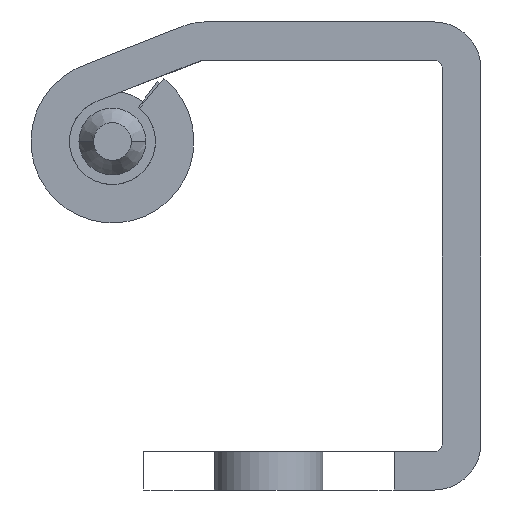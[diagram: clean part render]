
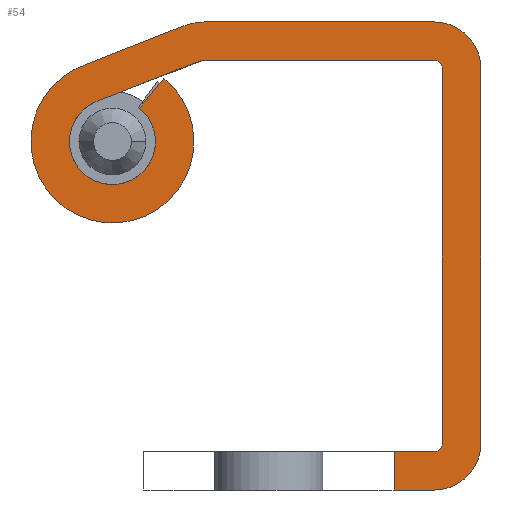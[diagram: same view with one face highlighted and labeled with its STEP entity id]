
A CAD part, front view. The second image highlights one B-rep face of the part: STEP entity #54.
In plain terms, the highlighted planar face has unit normal (0, -1, 0).
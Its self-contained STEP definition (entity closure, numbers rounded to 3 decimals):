
#54=ADVANCED_FACE('',(#132),#1338,.T.);
#132=FACE_OUTER_BOUND('',#211,.T.);
#211=EDGE_LOOP('',(#374,#375,#376,#377,#378,#379,#380,#381,#382,#383,#384,
#385,#386,#387,#388,#389,#390,#391,#392));
#374=ORIENTED_EDGE('',*,*,#712,.F.);
#375=ORIENTED_EDGE('',*,*,#709,.F.);
#376=ORIENTED_EDGE('',*,*,#706,.F.);
#377=ORIENTED_EDGE('',*,*,#702,.F.);
#378=ORIENTED_EDGE('',*,*,#755,.F.);
#379=ORIENTED_EDGE('',*,*,#752,.F.);
#380=ORIENTED_EDGE('',*,*,#749,.F.);
#381=ORIENTED_EDGE('',*,*,#746,.F.);
#382=ORIENTED_EDGE('',*,*,#743,.F.);
#383=ORIENTED_EDGE('',*,*,#740,.F.);
#384=ORIENTED_EDGE('',*,*,#737,.F.);
#385=ORIENTED_EDGE('',*,*,#734,.F.);
#386=ORIENTED_EDGE('',*,*,#731,.F.);
#387=ORIENTED_EDGE('',*,*,#728,.F.);
#388=ORIENTED_EDGE('',*,*,#725,.F.);
#389=ORIENTED_EDGE('',*,*,#722,.F.);
#390=ORIENTED_EDGE('',*,*,#719,.F.);
#391=ORIENTED_EDGE('',*,*,#812,.F.);
#392=ORIENTED_EDGE('',*,*,#810,.F.);
#702=EDGE_CURVE('',#1191,#1192,#1048,.T.);
#706=EDGE_CURVE('',#1192,#1195,#939,.T.);
#709=EDGE_CURVE('',#1195,#1197,#1050,.T.);
#712=EDGE_CURVE('',#1197,#1263,#942,.T.);
#719=EDGE_CURVE('',#1203,#1205,#1052,.T.);
#722=EDGE_CURVE('',#1205,#1207,#949,.T.);
#725=EDGE_CURVE('',#1207,#1209,#1054,.T.);
#728=EDGE_CURVE('',#1209,#1211,#952,.T.);
#731=EDGE_CURVE('',#1211,#1213,#1056,.T.);
#734=EDGE_CURVE('',#1213,#1215,#955,.T.);
#737=EDGE_CURVE('',#1215,#1217,#958,.T.);
#740=EDGE_CURVE('',#1217,#1219,#1058,.T.);
#743=EDGE_CURVE('',#1219,#1221,#961,.T.);
#746=EDGE_CURVE('',#1221,#1223,#1060,.T.);
#749=EDGE_CURVE('',#1223,#1225,#964,.T.);
#752=EDGE_CURVE('',#1225,#1227,#1062,.T.);
#755=EDGE_CURVE('',#1227,#1191,#967,.T.);
#810=EDGE_CURVE('',#1263,#1265,#916,.T.);
#812=EDGE_CURVE('',#1265,#1203,#1003,.T.);
#916=(
BOUNDED_CURVE()
B_SPLINE_CURVE(1,(#2329,#2330),.UNSPECIFIED.,.F.,.F.)
B_SPLINE_CURVE_WITH_KNOTS((2,2),(2.839,5.139),
 .UNSPECIFIED.)
CURVE()
GEOMETRIC_REPRESENTATION_ITEM()
RATIONAL_B_SPLINE_CURVE((1.,1.))
REPRESENTATION_ITEM('')
);
#939=B_SPLINE_CURVE_WITH_KNOTS('',1,(#2093,#2094),.UNSPECIFIED.,.F.,.F.,
(2,2),(12.813,35.213),.UNSPECIFIED.);
#942=B_SPLINE_CURVE_WITH_KNOTS('',1,(#2107,#2108),.UNSPECIFIED.,.F.,.F.,
(2,2),(35.998,38.398),.UNSPECIFIED.);
#949=B_SPLINE_CURVE_WITH_KNOTS('',1,(#2129,#2130),.UNSPECIFIED.,.F.,.F.,
(2,2),(75.982,100.966),.UNSPECIFIED.);
#952=B_SPLINE_CURVE_WITH_KNOTS('',1,(#2143,#2144),.UNSPECIFIED.,.F.,.F.,
(2,2),(101.842,117.186),.UNSPECIFIED.);
#955=B_SPLINE_CURVE_WITH_KNOTS('',1,(#2157,#2158),.UNSPECIFIED.,.F.,.F.,
(2,2),(118.568,125.55),.UNSPECIFIED.);
#958=B_SPLINE_CURVE_WITH_KNOTS('',1,(#2163,#2164),.UNSPECIFIED.,.F.,.F.,
(2,2),(125.55,125.714),.UNSPECIFIED.);
#961=B_SPLINE_CURVE_WITH_KNOTS('',1,(#2177,#2178),.UNSPECIFIED.,.F.,.F.,
(2,2),(139.263,141.563),.UNSPECIFIED.);
#964=B_SPLINE_CURVE_WITH_KNOTS('',1,(#2191,#2192),.UNSPECIFIED.,.F.,.F.,
(2,2),(167.293,173.553),.UNSPECIFIED.);
#967=B_SPLINE_CURVE_WITH_KNOTS('',1,(#2205,#2206),.UNSPECIFIED.,.F.,.F.,
(2,2),(174.792,188.549),.UNSPECIFIED.);
#1003=B_SPLINE_CURVE_WITH_KNOTS('',1,(#2333,#2334),.UNSPECIFIED.,.F.,.F.,
(2,2),(72.429,75.106),.UNSPECIFIED.);
#1048=TRIMMED_CURVE($,#1120,(#2084),(#2085),.T.,.CARTESIAN.);
#1050=TRIMMED_CURVE($,#1122,(#2100),(#2101),.T.,.CARTESIAN.);
#1052=TRIMMED_CURVE($,#1124,(#2122),(#2123),.T.,.CARTESIAN.);
#1054=TRIMMED_CURVE($,#1126,(#2136),(#2137),.T.,.CARTESIAN.);
#1056=TRIMMED_CURVE($,#1128,(#2150),(#2151),.T.,.CARTESIAN.);
#1058=TRIMMED_CURVE($,#1130,(#2170),(#2171),.T.,.CARTESIAN.);
#1060=TRIMMED_CURVE($,#1132,(#2184),(#2185),.T.,.CARTESIAN.);
#1062=TRIMMED_CURVE($,#1134,(#2198),(#2199),.T.,.CARTESIAN.);
#1120=CIRCLE('',#1525,2.8);
#1122=CIRCLE('',#1527,2.8);
#1124=CIRCLE('',#1529,0.5);
#1126=CIRCLE('',#1531,0.5);
#1128=CIRCLE('',#1533,1.);
#1130=CIRCLE('',#1535,2.575);
#1132=CIRCLE('',#1537,4.875);
#1134=CIRCLE('',#1539,3.3);
#1191=VERTEX_POINT('',#1995);
#1192=VERTEX_POINT('',#1996);
#1195=VERTEX_POINT('',#1999);
#1197=VERTEX_POINT('',#2001);
#1203=VERTEX_POINT('',#2007);
#1205=VERTEX_POINT('',#2009);
#1207=VERTEX_POINT('',#2011);
#1209=VERTEX_POINT('',#2013);
#1211=VERTEX_POINT('',#2015);
#1213=VERTEX_POINT('',#2017);
#1215=VERTEX_POINT('',#2019);
#1217=VERTEX_POINT('',#2021);
#1219=VERTEX_POINT('',#2023);
#1221=VERTEX_POINT('',#2025);
#1223=VERTEX_POINT('',#2027);
#1225=VERTEX_POINT('',#2029);
#1227=VERTEX_POINT('',#2031);
#1263=VERTEX_POINT('',#2067);
#1265=VERTEX_POINT('',#2069);
#1338=PLANE('',#1522);
#1522=AXIS2_PLACEMENT_3D('',#1992,#1672,$);
#1525=AXIS2_PLACEMENT_3D($,#2083,#1675,#1676);
#1527=AXIS2_PLACEMENT_3D($,#2099,#1679,#1680);
#1529=AXIS2_PLACEMENT_3D($,#2121,#1683,#1684);
#1531=AXIS2_PLACEMENT_3D($,#2135,#1687,#1688);
#1533=AXIS2_PLACEMENT_3D($,#2149,#1691,#1692);
#1535=AXIS2_PLACEMENT_3D($,#2169,#1695,#1696);
#1537=AXIS2_PLACEMENT_3D($,#2183,#1699,#1700);
#1539=AXIS2_PLACEMENT_3D($,#2197,#1703,#1704);
#1672=DIRECTION('',(0.,-1.,0.));
#1675=DIRECTION('',(0.,1.,0.));
#1676=DIRECTION('',(0.,0.,1.));
#1679=DIRECTION('',(0.,1.,0.));
#1680=DIRECTION('',(1.,0.,0.));
#1683=DIRECTION('',(0.,-1.,0.));
#1684=DIRECTION('',(0.,0.,-1.));
#1687=DIRECTION('',(0.,-1.,0.));
#1688=DIRECTION('',(1.,0.,0.));
#1691=DIRECTION('',(0.,-1.,0.));
#1692=DIRECTION('',(0.,0.,1.));
#1695=DIRECTION('',(0.,-1.,0.));
#1696=DIRECTION('',(-0.332,0.,0.943));
#1699=DIRECTION('',(0.,1.,0.));
#1700=DIRECTION('',(0.631,0.,0.776));
#1703=DIRECTION('',(0.,1.,0.));
#1704=DIRECTION('',(-0.367,0.,0.93));
#1992=CARTESIAN_POINT('',(-13.18,-30.,26.283));
#1995=CARTESIAN_POINT('',(14.307,-30.,22.783));
#1996=CARTESIAN_POINT('',(17.107,-30.,19.983));
#1999=CARTESIAN_POINT('',(17.107,-30.,-2.417));
#2001=CARTESIAN_POINT('',(14.307,-30.,-5.217));
#2007=CARTESIAN_POINT('',(14.307,-30.,-2.917));
#2009=CARTESIAN_POINT('',(14.807,-30.,-2.417));
#2011=CARTESIAN_POINT('',(14.807,-30.,19.983));
#2013=CARTESIAN_POINT('',(14.307,-30.,20.483));
#2015=CARTESIAN_POINT('',(0.55,-30.,20.483));
#2017=CARTESIAN_POINT('',(0.184,-30.,20.414));
#2019=CARTESIAN_POINT('',(-5.64,-30.,18.119));
#2021=CARTESIAN_POINT('',(-5.795,-30.,18.063));
#2023=CARTESIAN_POINT('',(-3.315,-30.,17.632));
#2025=CARTESIAN_POINT('',(-1.863,-30.,19.416));
#2027=CARTESIAN_POINT('',(-6.484,-30.,20.259));
#2029=CARTESIAN_POINT('',(-0.66,-30.,22.554));
#2031=CARTESIAN_POINT('',(0.55,-30.,22.783));
#2067=CARTESIAN_POINT('',(11.907,-30.,-5.217));
#2069=CARTESIAN_POINT('',(11.907,-30.,-2.917));
#2083=CARTESIAN_POINT('',(14.307,-30.,19.983));
#2084=CARTESIAN_POINT('',(14.307,-30.,22.783));
#2085=CARTESIAN_POINT('',(17.107,-30.,19.983));
#2093=CARTESIAN_POINT('',(17.107,-30.,19.983));
#2094=CARTESIAN_POINT('',(17.107,-30.,-2.417));
#2099=CARTESIAN_POINT('',(14.307,-30.,-2.417));
#2100=CARTESIAN_POINT('',(17.107,-30.,-2.417));
#2101=CARTESIAN_POINT('',(14.307,-30.,-5.217));
#2107=CARTESIAN_POINT('',(14.307,-30.,-5.217));
#2108=CARTESIAN_POINT('',(11.907,-30.,-5.217));
#2121=CARTESIAN_POINT('',(14.307,-30.,-2.417));
#2122=CARTESIAN_POINT('',(14.307,-30.,-2.917));
#2123=CARTESIAN_POINT('',(14.807,-30.,-2.417));
#2129=CARTESIAN_POINT('',(14.807,-30.,-2.417));
#2130=CARTESIAN_POINT('',(14.807,-30.,19.983));
#2135=CARTESIAN_POINT('',(14.307,-30.,19.983));
#2136=CARTESIAN_POINT('',(14.807,-30.,19.983));
#2137=CARTESIAN_POINT('',(14.307,-30.,20.483));
#2143=CARTESIAN_POINT('',(14.307,-30.,20.483));
#2144=CARTESIAN_POINT('',(0.55,-30.,20.483));
#2149=CARTESIAN_POINT('',(0.55,-30.,19.483));
#2150=CARTESIAN_POINT('',(0.55,-30.,20.483));
#2151=CARTESIAN_POINT('',(0.184,-30.,20.414));
#2157=CARTESIAN_POINT('',(0.184,-30.,20.414));
#2158=CARTESIAN_POINT('',(-5.64,-30.,18.119));
#2163=CARTESIAN_POINT('',(-5.64,-30.,18.119));
#2164=CARTESIAN_POINT('',(-5.795,-30.,18.063));
#2169=CARTESIAN_POINT('',(-4.94,-30.,15.634));
#2170=CARTESIAN_POINT('',(-5.795,-30.,18.063));
#2171=CARTESIAN_POINT('',(-3.315,-30.,17.632));
#2177=CARTESIAN_POINT('',(-3.315,-30.,17.632));
#2178=CARTESIAN_POINT('',(-1.863,-30.,19.416));
#2183=CARTESIAN_POINT('',(-4.94,-30.,15.634));
#2184=CARTESIAN_POINT('',(-1.863,-30.,19.416));
#2185=CARTESIAN_POINT('',(-6.484,-30.,20.259));
#2191=CARTESIAN_POINT('',(-6.484,-30.,20.259));
#2192=CARTESIAN_POINT('',(-0.66,-30.,22.554));
#2197=CARTESIAN_POINT('',(0.55,-30.,19.483));
#2198=CARTESIAN_POINT('',(-0.66,-30.,22.554));
#2199=CARTESIAN_POINT('',(0.55,-30.,22.783));
#2205=CARTESIAN_POINT('',(0.55,-30.,22.783));
#2206=CARTESIAN_POINT('',(14.307,-30.,22.783));
#2329=CARTESIAN_POINT('',(11.907,-30.,-5.217));
#2330=CARTESIAN_POINT('',(11.907,-30.,-2.917));
#2333=CARTESIAN_POINT('',(11.907,-30.,-2.917));
#2334=CARTESIAN_POINT('',(14.307,-30.,-2.917));
